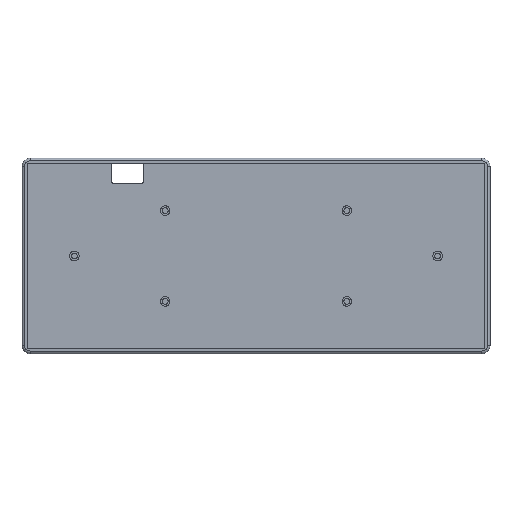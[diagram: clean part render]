
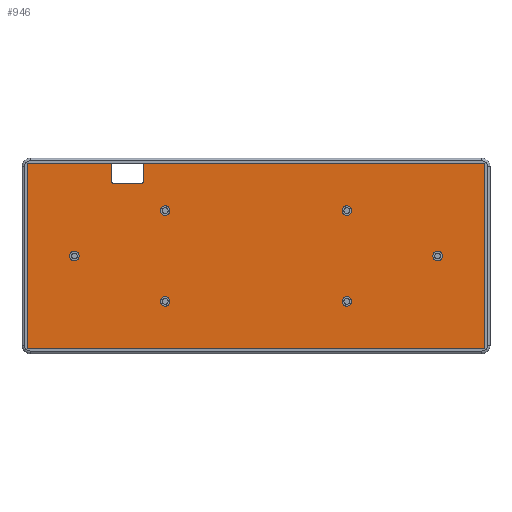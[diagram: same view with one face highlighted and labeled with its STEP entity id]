
A CAD part, top view. The second image highlights one B-rep face of the part: STEP entity #946.
In plain terms, the highlighted planar face has unit normal (0, 0, 1).
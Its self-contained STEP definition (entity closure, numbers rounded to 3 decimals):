
#23=FACE_BOUND('',#136,.T.);
#24=FACE_BOUND('',#137,.T.);
#25=FACE_BOUND('',#138,.T.);
#26=FACE_BOUND('',#139,.T.);
#27=FACE_BOUND('',#140,.T.);
#28=FACE_BOUND('',#141,.T.);
#40=PLANE('',#1034);
#71=FACE_OUTER_BOUND('',#135,.T.);
#135=EDGE_LOOP('',(#673,#674,#675,#676,#677,#678,#679,#680,#681,#682));
#136=EDGE_LOOP('',(#683));
#137=EDGE_LOOP('',(#684));
#138=EDGE_LOOP('',(#685));
#139=EDGE_LOOP('',(#686));
#140=EDGE_LOOP('',(#687));
#141=EDGE_LOOP('',(#688));
#207=LINE('',#1493,#278);
#216=LINE('',#1521,#287);
#222=LINE('',#1538,#293);
#224=LINE('',#1542,#295);
#225=LINE('',#1544,#296);
#226=LINE('',#1546,#297);
#227=LINE('',#1548,#298);
#228=LINE('',#1549,#299);
#278=VECTOR('',#1159,10.);
#287=VECTOR('',#1186,10.);
#293=VECTOR('',#1202,10.);
#295=VECTOR('',#1206,10.);
#296=VECTOR('',#1207,10.);
#297=VECTOR('',#1208,10.);
#298=VECTOR('',#1209,10.);
#299=VECTOR('',#1210,10.);
#351=CIRCLE('',#1026,1.);
#353=CIRCLE('',#1030,1.);
#356=CIRCLE('',#1035,1.8);
#357=CIRCLE('',#1036,1.8);
#358=CIRCLE('',#1037,1.8);
#359=CIRCLE('',#1038,1.8);
#360=CIRCLE('',#1039,1.8);
#361=CIRCLE('',#1040,1.8);
#416=VERTEX_POINT('',#1490);
#417=VERTEX_POINT('',#1492);
#425=VERTEX_POINT('',#1514);
#427=VERTEX_POINT('',#1520);
#429=VERTEX_POINT('',#1526);
#433=VERTEX_POINT('',#1537);
#434=VERTEX_POINT('',#1541);
#435=VERTEX_POINT('',#1543);
#436=VERTEX_POINT('',#1545);
#437=VERTEX_POINT('',#1547);
#438=VERTEX_POINT('',#1550);
#439=VERTEX_POINT('',#1552);
#440=VERTEX_POINT('',#1554);
#441=VERTEX_POINT('',#1556);
#442=VERTEX_POINT('',#1558);
#443=VERTEX_POINT('',#1560);
#503=EDGE_CURVE('',#417,#416,#207,.T.);
#514=EDGE_CURVE('',#417,#425,#351,.T.);
#517=EDGE_CURVE('',#427,#425,#216,.T.);
#520=EDGE_CURVE('',#427,#429,#353,.T.);
#526=EDGE_CURVE('',#433,#429,#222,.T.);
#528=EDGE_CURVE('',#416,#434,#224,.T.);
#529=EDGE_CURVE('',#434,#435,#225,.T.);
#530=EDGE_CURVE('',#435,#436,#226,.T.);
#531=EDGE_CURVE('',#436,#437,#227,.T.);
#532=EDGE_CURVE('',#437,#433,#228,.T.);
#533=EDGE_CURVE('',#438,#438,#356,.T.);
#534=EDGE_CURVE('',#439,#439,#357,.T.);
#535=EDGE_CURVE('',#440,#440,#358,.T.);
#536=EDGE_CURVE('',#441,#441,#359,.T.);
#537=EDGE_CURVE('',#442,#442,#360,.T.);
#538=EDGE_CURVE('',#443,#443,#361,.T.);
#673=ORIENTED_EDGE('',*,*,#526,.T.);
#674=ORIENTED_EDGE('',*,*,#520,.F.);
#675=ORIENTED_EDGE('',*,*,#517,.T.);
#676=ORIENTED_EDGE('',*,*,#514,.F.);
#677=ORIENTED_EDGE('',*,*,#503,.T.);
#678=ORIENTED_EDGE('',*,*,#528,.T.);
#679=ORIENTED_EDGE('',*,*,#529,.T.);
#680=ORIENTED_EDGE('',*,*,#530,.T.);
#681=ORIENTED_EDGE('',*,*,#531,.T.);
#682=ORIENTED_EDGE('',*,*,#532,.T.);
#683=ORIENTED_EDGE('',*,*,#533,.T.);
#684=ORIENTED_EDGE('',*,*,#534,.T.);
#685=ORIENTED_EDGE('',*,*,#535,.T.);
#686=ORIENTED_EDGE('',*,*,#536,.T.);
#687=ORIENTED_EDGE('',*,*,#537,.T.);
#688=ORIENTED_EDGE('',*,*,#538,.T.);
#946=ADVANCED_FACE('',(#71,#23,#24,#25,#26,#27,#28),#40,.T.);
#1026=AXIS2_PLACEMENT_3D('',#1515,#1179,#1180);
#1030=AXIS2_PLACEMENT_3D('',#1527,#1191,#1192);
#1034=AXIS2_PLACEMENT_3D('',#1540,#1204,#1205);
#1035=AXIS2_PLACEMENT_3D('',#1551,#1211,#1212);
#1036=AXIS2_PLACEMENT_3D('',#1553,#1213,#1214);
#1037=AXIS2_PLACEMENT_3D('',#1555,#1215,#1216);
#1038=AXIS2_PLACEMENT_3D('',#1557,#1217,#1218);
#1039=AXIS2_PLACEMENT_3D('',#1559,#1219,#1220);
#1040=AXIS2_PLACEMENT_3D('',#1561,#1221,#1222);
#1159=DIRECTION('',(0.,1.,0.));
#1179=DIRECTION('center_axis',(0.,0.,1.));
#1180=DIRECTION('ref_axis',(-0.707,-0.707,0.));
#1186=DIRECTION('',(-1.,0.,0.));
#1191=DIRECTION('center_axis',(0.,0.,1.));
#1192=DIRECTION('ref_axis',(0.707,-0.707,0.));
#1202=DIRECTION('',(0.,-1.,0.));
#1204=DIRECTION('center_axis',(0.,0.,1.));
#1205=DIRECTION('ref_axis',(1.,0.,0.));
#1206=DIRECTION('',(-1.,0.,0.));
#1207=DIRECTION('',(0.,-1.,0.));
#1208=DIRECTION('',(1.,0.,0.));
#1209=DIRECTION('',(0.,1.,0.));
#1210=DIRECTION('',(-1.,0.,0.));
#1211=DIRECTION('center_axis',(0.,0.,-1.));
#1212=DIRECTION('ref_axis',(-1.,0.,0.));
#1213=DIRECTION('center_axis',(0.,0.,-1.));
#1214=DIRECTION('ref_axis',(-1.,0.,0.));
#1215=DIRECTION('center_axis',(0.,0.,-1.));
#1216=DIRECTION('ref_axis',(-1.,0.,0.));
#1217=DIRECTION('center_axis',(0.,0.,-1.));
#1218=DIRECTION('ref_axis',(-1.,0.,0.));
#1219=DIRECTION('center_axis',(0.,0.,-1.));
#1220=DIRECTION('ref_axis',(-1.,0.,0.));
#1221=DIRECTION('center_axis',(0.,0.,-1.));
#1222=DIRECTION('ref_axis',(-1.,0.,0.));
#1490=CARTESIAN_POINT('',(33.5,71.2,2.));
#1492=CARTESIAN_POINT('',(33.5,64.7,2.));
#1493=CARTESIAN_POINT('',(33.5,50.15,2.));
#1514=CARTESIAN_POINT('',(34.5,63.7,2.));
#1515=CARTESIAN_POINT('Origin',(34.5,64.7,2.));
#1520=CARTESIAN_POINT('',(44.5,63.7,2.));
#1521=CARTESIAN_POINT('',(66.55,63.7,2.));
#1526=CARTESIAN_POINT('',(45.5,64.7,2.));
#1527=CARTESIAN_POINT('Origin',(44.5,64.7,2.));
#1537=CARTESIAN_POINT('',(45.5,71.2,2.));
#1538=CARTESIAN_POINT('',(45.5,54.9,2.));
#1540=CARTESIAN_POINT('Origin',(87.6,36.6,2.));
#1541=CARTESIAN_POINT('',(2.,71.2,2.));
#1542=CARTESIAN_POINT('',(173.2,71.2,2.));
#1543=CARTESIAN_POINT('',(2.,2.,2.));
#1544=CARTESIAN_POINT('',(2.,71.2,2.));
#1545=CARTESIAN_POINT('',(173.2,2.,2.));
#1546=CARTESIAN_POINT('',(2.,2.,2.));
#1547=CARTESIAN_POINT('',(173.2,71.2,2.));
#1548=CARTESIAN_POINT('',(173.2,2.,2.));
#1549=CARTESIAN_POINT('',(173.2,71.2,2.));
#1550=CARTESIAN_POINT('',(157.4,36.6,2.));
#1551=CARTESIAN_POINT('Origin',(155.6,36.6,2.));
#1552=CARTESIAN_POINT('',(55.4,19.6,2.));
#1553=CARTESIAN_POINT('Origin',(53.6,19.6,2.));
#1554=CARTESIAN_POINT('',(21.4,36.6,2.));
#1555=CARTESIAN_POINT('Origin',(19.6,36.6,2.));
#1556=CARTESIAN_POINT('',(123.4,19.6,2.));
#1557=CARTESIAN_POINT('Origin',(121.6,19.6,2.));
#1558=CARTESIAN_POINT('',(123.4,53.6,2.));
#1559=CARTESIAN_POINT('Origin',(121.6,53.6,2.));
#1560=CARTESIAN_POINT('',(55.4,53.6,2.));
#1561=CARTESIAN_POINT('Origin',(53.6,53.6,2.));
